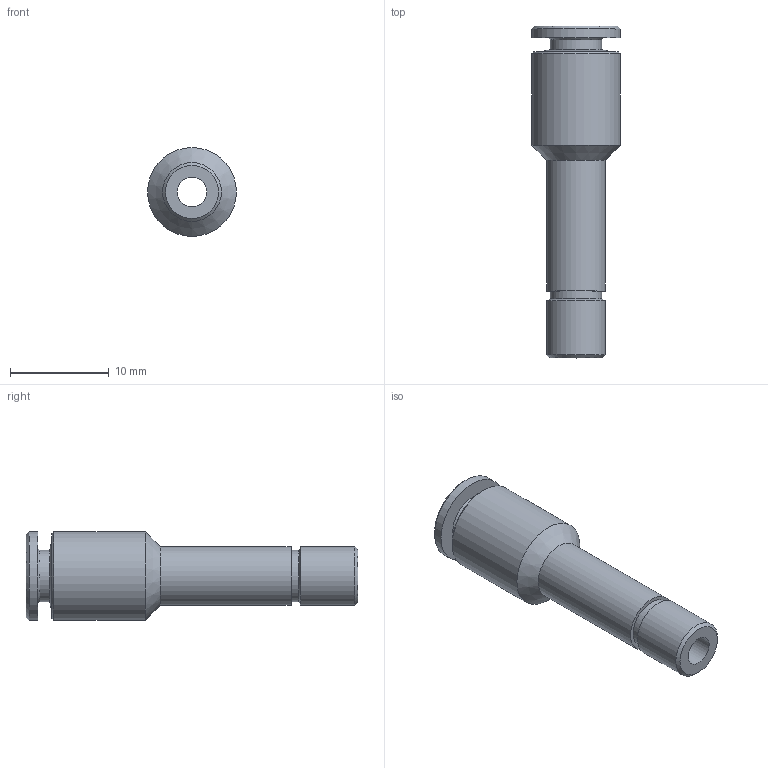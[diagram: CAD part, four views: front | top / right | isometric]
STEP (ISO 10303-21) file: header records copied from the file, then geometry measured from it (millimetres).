
FILE_DESCRIPTION( ( 'STEP AP214' ), '1' );
FILE_NAME( 'psolqas_9864_46.stp', '2020-12-01T17:07:18', ( 'License CC BY-ND 4.0' ), ( 'CADENAS' ), ' ', 'PARTsolutions', ' ' );
FILE_SCHEMA( ( 'AUTOMOTIVE_DESIGN { 1 0 10303 214 1 1 1 1 }' ) );
Length unit declared in the file: metre
Products named in the file (1): NONE
Bounding box: 9 x 33.6 x 9 mm (x, y, z)
Volume: 1002.6 mm3; surface area: 1262.6 mm2
Topology: 1 solids, 1 shells, 22 faces, 42 edges, 25 vertices
Faces by surface type: cone 9, cylinder 8, plane 5
Full cylindrical faces by diameter (mm): 3 x1, 4.15 x1, 5.2 x2, 5.95 x2, 9 x2
Entity records: 640 total; most frequent: DIRECTION 90, CARTESIAN_POINT 67, AXIS2_PLACEMENT_3D 45, EDGE_LOOP 44, ORIENTED_EDGE 44, FACE_OUTER_BOUND 30, STYLED_ITEM 22, PRESENTATION_STYLE_ASSIGNMENT 22
